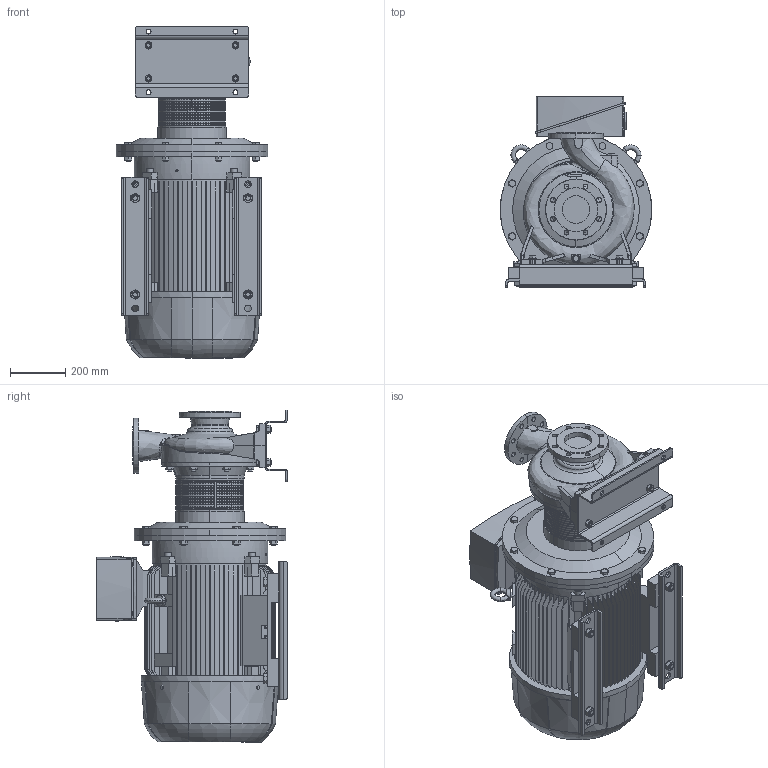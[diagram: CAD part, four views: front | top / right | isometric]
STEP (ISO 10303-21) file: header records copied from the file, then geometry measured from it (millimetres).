
FILE_DESCRIPTION (( 'STEP AP214' ), '1' );
FILE_NAME ('4_93_446_06_REV01.step', '2022-08-10T15:14:49', ( '' ), ( '' ), 'SwSTEP 2.0', 'SolidWorks 2020', '' );
FILE_SCHEMA (( 'AUTOMOTIVE_DESIGN' ));
Length unit declared in the file: millimetre
Products named in the file (3): 4_93_446_06_REV01; Copia di 282438^4_93_446_06_REV01; Copia di 282425^4_93_446_06_REV01
Assembly tree (2 placements, depth 2):
  4_93_446_06_REV01
    Copia di 282425^4_93_446_06_REV01
    Copia di 282438^4_93_446_06_REV01
Bounding box: 550 x 690.2 x 1202.81 mm (x, y, z)
Volume: 165044020.8 mm3; surface area: 6172587.9 mm2
Topology: 63 solids, 890 shells, 3378 faces, 9819 edges, 7456 vertices
Faces by surface type: cylinder 1360, plane 1186, cone 570, torus 170, bspline 92
Entity records: 188311 total; most frequent: CARTESIAN_POINT 105496, ORIENTED_EDGE 16264, DIRECTION 16057, EDGE_CURVE 9817, VERTEX_POINT 7456, AXIS2_PLACEMENT_3D 5838, VECTOR 4381, LINE 4381
